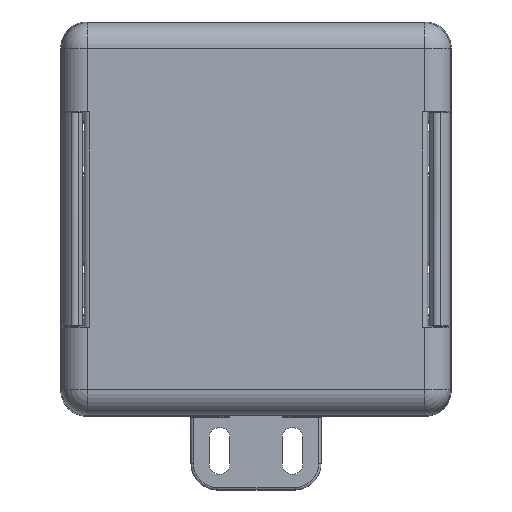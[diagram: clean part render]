
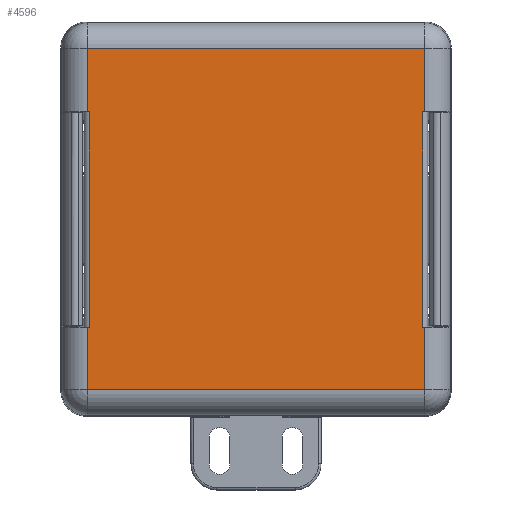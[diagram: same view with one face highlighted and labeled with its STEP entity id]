
A CAD part, front view. The second image highlights one B-rep face of the part: STEP entity #4596.
In plain terms, the highlighted planar face has unit normal (0, -1, 0).
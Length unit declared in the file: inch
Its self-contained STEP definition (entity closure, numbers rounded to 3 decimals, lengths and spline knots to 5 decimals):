
#336 = VERTEX_POINT ( 'NONE', #13471 ) ;
#481 = CARTESIAN_POINT ( 'NONE',  ( 0.74478, 0., -0.65401 ) ) ;
#607 = EDGE_CURVE ( 'NONE', #336, #13913, #14464, .T. ) ;
#725 = LINE ( 'NONE', #15450, #3955 ) ;
#828 = AXIS2_PLACEMENT_3D ( 'NONE', #15285, #5980, #15518 ) ;
#893 = CARTESIAN_POINT ( 'NONE',  ( 0.64651, 0., 0.75228 ) ) ;
#1387 = DIRECTION ( 'NONE',  ( -1., 0., 0. ) ) ;
#1621 = CARTESIAN_POINT ( 'NONE',  ( -0.64, 0., 0.41186 ) ) ;
#1829 = EDGE_CURVE ( 'NONE', #8544, #15182, #14634, .T. ) ;
#1842 = ORIENTED_EDGE ( 'NONE', *, *, #13296, .T. ) ;
#2259 = DIRECTION ( 'NONE',  ( 0., 0., 1. ) ) ;
#2302 = EDGE_CURVE ( 'NONE', #8105, #6310, #3736, .T. ) ;
#2385 = ORIENTED_EDGE ( 'NONE', *, *, #4262, .T. ) ;
#2399 = VECTOR ( 'NONE', #13219, 39.37008 ) ;
#2678 = CARTESIAN_POINT ( 'NONE',  ( -0.64651, 0., -0.75228 ) ) ;
#2768 = CARTESIAN_POINT ( 'NONE',  ( 0.64, 0., 0.41186 ) ) ;
#2826 = LINE ( 'NONE', #15997, #2399 ) ;
#2894 = CARTESIAN_POINT ( 'NONE',  ( -0.64651, 0., -0.75228 ) ) ;
#3092 = CARTESIAN_POINT ( 'NONE',  ( -0.74478, 0., 0.65401 ) ) ;
#3215 = CARTESIAN_POINT ( 'NONE',  ( 0.64, 0., -0.415 ) ) ;
#3270 = VERTEX_POINT ( 'NONE', #14333 ) ;
#3572 = DIRECTION ( 'NONE',  ( 0., 0., -1. ) ) ;
#3736 = LINE ( 'NONE', #3092, #4184 ) ;
#3955 = VECTOR ( 'NONE', #16802, 39.37008 ) ;
#4105 = VECTOR ( 'NONE', #16841, 39.37008 ) ;
#4184 = VECTOR ( 'NONE', #12636, 39.37008 ) ;
#4262 = EDGE_CURVE ( 'NONE', #5630, #17289, #10067, .T. ) ;
#4519 = ORIENTED_EDGE ( 'NONE', *, *, #10904, .T. ) ;
#4596 = ADVANCED_FACE ( 'NONE', ( #16254 ), #14125, .T. ) ;
#4613 = LINE ( 'NONE', #2678, #10985 ) ;
#5183 = EDGE_LOOP ( 'NONE', ( #1842, #11451, #16213, #16186, #13551, #6230, #4519, #2385, #13083, #6269, #17206, #10776 ) ) ;
#5260 = CARTESIAN_POINT ( 'NONE',  ( -0.64, 0., -0.415 ) ) ;
#5265 = EDGE_CURVE ( 'NONE', #17289, #10302, #12781, .T. ) ;
#5376 = VECTOR ( 'NONE', #2259, 39.37008 ) ;
#5419 = EDGE_CURVE ( 'NONE', #14965, #336, #17058, .T. ) ;
#5630 = VERTEX_POINT ( 'NONE', #8411 ) ;
#5980 = DIRECTION ( 'NONE',  ( 0., -1., 0. ) ) ;
#6230 = ORIENTED_EDGE ( 'NONE', *, *, #10501, .T. ) ;
#6269 = ORIENTED_EDGE ( 'NONE', *, *, #14336, .T. ) ;
#6310 = VERTEX_POINT ( 'NONE', #11337 ) ;
#6576 = CARTESIAN_POINT ( 'NONE',  ( 0.64, 0., 0.41186 ) ) ;
#7266 = CARTESIAN_POINT ( 'NONE',  ( 0.64651, 0., 0.41186 ) ) ;
#7315 = VECTOR ( 'NONE', #3572, 39.37008 ) ;
#7911 = DIRECTION ( 'NONE',  ( 0., 0., 1. ) ) ;
#8105 = VERTEX_POINT ( 'NONE', #11911 ) ;
#8173 = LINE ( 'NONE', #10363, #7315 ) ;
#8233 = DIRECTION ( 'NONE',  ( 0., 0., -1. ) ) ;
#8411 = CARTESIAN_POINT ( 'NONE',  ( 0.64651, 0., -0.415 ) ) ;
#8544 = VERTEX_POINT ( 'NONE', #11764 ) ;
#8562 = LINE ( 'NONE', #481, #4105 ) ;
#8745 = VECTOR ( 'NONE', #7911, 39.37008 ) ;
#9487 = DIRECTION ( 'NONE',  ( 0., 0., -1. ) ) ;
#9798 = VECTOR ( 'NONE', #1387, 39.37008 ) ;
#10024 = EDGE_CURVE ( 'NONE', #15182, #14965, #8173, .T. ) ;
#10067 = LINE ( 'NONE', #14686, #13237 ) ;
#10302 = VERTEX_POINT ( 'NONE', #2768 ) ;
#10363 = CARTESIAN_POINT ( 'NONE',  ( -0.64, 0., -0.415 ) ) ;
#10458 = VERTEX_POINT ( 'NONE', #7266 ) ;
#10501 = EDGE_CURVE ( 'NONE', #13913, #3270, #8562, .T. ) ;
#10776 = ORIENTED_EDGE ( 'NONE', *, *, #2302, .T. ) ;
#10904 = EDGE_CURVE ( 'NONE', #3270, #5630, #16249, .T. ) ;
#10985 = VECTOR ( 'NONE', #9487, 39.37008 ) ;
#11337 = CARTESIAN_POINT ( 'NONE',  ( -0.64651, 0., 0.65401 ) ) ;
#11451 = ORIENTED_EDGE ( 'NONE', *, *, #1829, .T. ) ;
#11764 = CARTESIAN_POINT ( 'NONE',  ( -0.64651, 0., 0.41186 ) ) ;
#11911 = CARTESIAN_POINT ( 'NONE',  ( 0.64651, 0., 0.65401 ) ) ;
#12636 = DIRECTION ( 'NONE',  ( -1., 0., 0. ) ) ;
#12781 = LINE ( 'NONE', #6576, #8745 ) ;
#13083 = ORIENTED_EDGE ( 'NONE', *, *, #5265, .T. ) ;
#13219 = DIRECTION ( 'NONE',  ( 1., 0., 0. ) ) ;
#13237 = VECTOR ( 'NONE', #14750, 39.37008 ) ;
#13296 = EDGE_CURVE ( 'NONE', #6310, #8544, #4613, .T. ) ;
#13471 = CARTESIAN_POINT ( 'NONE',  ( -0.64651, 0., -0.415 ) ) ;
#13528 = EDGE_CURVE ( 'NONE', #10458, #8105, #725, .T. ) ;
#13551 = ORIENTED_EDGE ( 'NONE', *, *, #607, .T. ) ;
#13913 = VERTEX_POINT ( 'NONE', #14962 ) ;
#14018 = VECTOR ( 'NONE', #8233, 39.37008 ) ;
#14125 = PLANE ( 'NONE',  #828 ) ;
#14333 = CARTESIAN_POINT ( 'NONE',  ( 0.64651, 0., -0.65401 ) ) ;
#14336 = EDGE_CURVE ( 'NONE', #10302, #10458, #2826, .T. ) ;
#14464 = LINE ( 'NONE', #2894, #14018 ) ;
#14634 = LINE ( 'NONE', #17136, #15502 ) ;
#14686 = CARTESIAN_POINT ( 'NONE',  ( 0.75, 0., -0.415 ) ) ;
#14750 = DIRECTION ( 'NONE',  ( -1., 0., 0. ) ) ;
#14962 = CARTESIAN_POINT ( 'NONE',  ( -0.64651, 0., -0.65401 ) ) ;
#14965 = VERTEX_POINT ( 'NONE', #5260 ) ;
#15182 = VERTEX_POINT ( 'NONE', #1621 ) ;
#15285 = CARTESIAN_POINT ( 'NONE',  ( 0., 0., 0. ) ) ;
#15450 = CARTESIAN_POINT ( 'NONE',  ( 0.64651, 0., 0.75228 ) ) ;
#15502 = VECTOR ( 'NONE', #15663, 39.37008 ) ;
#15518 = DIRECTION ( 'NONE',  ( 0., 0., -1. ) ) ;
#15663 = DIRECTION ( 'NONE',  ( 1., 0., 0. ) ) ;
#15997 = CARTESIAN_POINT ( 'NONE',  ( 0.75, 0., 0.41186 ) ) ;
#16186 = ORIENTED_EDGE ( 'NONE', *, *, #5419, .T. ) ;
#16213 = ORIENTED_EDGE ( 'NONE', *, *, #10024, .T. ) ;
#16249 = LINE ( 'NONE', #893, #5376 ) ;
#16254 = FACE_OUTER_BOUND ( 'NONE', #5183, .T. ) ;
#16382 = CARTESIAN_POINT ( 'NONE',  ( -0.75, 0., -0.415 ) ) ;
#16802 = DIRECTION ( 'NONE',  ( 0., 0., 1. ) ) ;
#16841 = DIRECTION ( 'NONE',  ( 1., 0., 0. ) ) ;
#17058 = LINE ( 'NONE', #16382, #9798 ) ;
#17136 = CARTESIAN_POINT ( 'NONE',  ( -0.75, 0., 0.41186 ) ) ;
#17206 = ORIENTED_EDGE ( 'NONE', *, *, #13528, .T. ) ;
#17289 = VERTEX_POINT ( 'NONE', #3215 ) ;
